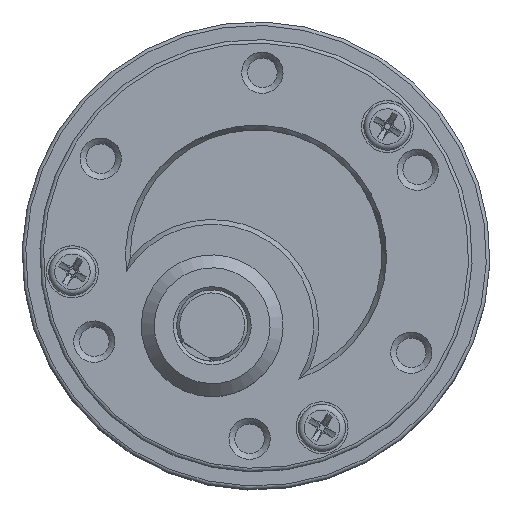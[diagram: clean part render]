
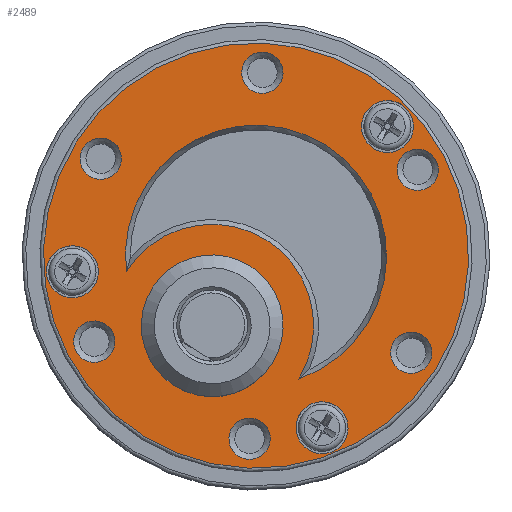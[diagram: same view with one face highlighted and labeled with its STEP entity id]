
A CAD part, top view. The second image highlights one B-rep face of the part: STEP entity #2489.
In plain terms, the highlighted planar face has unit normal (0, 0, 1).
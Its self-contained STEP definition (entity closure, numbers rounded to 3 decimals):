
#868=FACE_BOUND('',#4878,.T.);
#869=FACE_BOUND('',#4879,.T.);
#870=FACE_BOUND('',#4880,.T.);
#871=FACE_BOUND('',#4881,.T.);
#872=FACE_BOUND('',#4882,.T.);
#873=FACE_BOUND('',#4883,.T.);
#874=FACE_BOUND('',#4884,.T.);
#875=FACE_BOUND('',#4885,.T.);
#876=FACE_BOUND('',#4886,.T.);
#877=FACE_BOUND('',#4887,.T.);
#878=FACE_BOUND('',#4888,.T.);
#879=FACE_BOUND('',#4889,.T.);
#1641=CIRCLE('',#14903,1.75);
#1642=CIRCLE('',#14904,1.75);
#1643=CIRCLE('',#14905,1.75);
#1644=CIRCLE('',#14906,6.);
#1645=CIRCLE('',#14907,1.75);
#1646=CIRCLE('',#14908,1.75);
#1647=CIRCLE('',#14909,1.75);
#1648=CIRCLE('',#14910,18.);
#1649=CIRCLE('',#14911,2.2);
#1650=CIRCLE('',#14912,2.2);
#1651=CIRCLE('',#14913,2.2);
#1652=CIRCLE('',#14914,8.596);
#1653=CIRCLE('',#14915,11.054);
#2489=ADVANCED_FACE('',(#868,#869,#870,#871,#872,#873,#874,#875,#876,#877,
#878,#879),#3102,.T.);
#3102=PLANE('',#14916);
#4878=EDGE_LOOP('',(#8406));
#4879=EDGE_LOOP('',(#8407));
#4880=EDGE_LOOP('',(#8408));
#4881=EDGE_LOOP('',(#8409));
#4882=EDGE_LOOP('',(#8410));
#4883=EDGE_LOOP('',(#8411));
#4884=EDGE_LOOP('',(#8412));
#4885=EDGE_LOOP('',(#8413));
#4886=EDGE_LOOP('',(#8414));
#4887=EDGE_LOOP('',(#8415));
#4888=EDGE_LOOP('',(#8416));
#4889=EDGE_LOOP('',(#8417,#8418));
#8406=ORIENTED_EDGE('',*,*,#11421,.T.);
#8407=ORIENTED_EDGE('',*,*,#11422,.T.);
#8408=ORIENTED_EDGE('',*,*,#11423,.T.);
#8409=ORIENTED_EDGE('',*,*,#11424,.F.);
#8410=ORIENTED_EDGE('',*,*,#11425,.T.);
#8411=ORIENTED_EDGE('',*,*,#11426,.T.);
#8412=ORIENTED_EDGE('',*,*,#11427,.T.);
#8413=ORIENTED_EDGE('',*,*,#11428,.T.);
#8414=ORIENTED_EDGE('',*,*,#11429,.T.);
#8415=ORIENTED_EDGE('',*,*,#11430,.T.);
#8416=ORIENTED_EDGE('',*,*,#11431,.T.);
#8417=ORIENTED_EDGE('',*,*,#11432,.T.);
#8418=ORIENTED_EDGE('',*,*,#11433,.T.);
#9655=VERTEX_POINT('',#23205);
#9656=VERTEX_POINT('',#23207);
#9657=VERTEX_POINT('',#23209);
#9658=VERTEX_POINT('',#23211);
#9659=VERTEX_POINT('',#23213);
#9660=VERTEX_POINT('',#23215);
#9661=VERTEX_POINT('',#23217);
#9662=VERTEX_POINT('',#23219);
#9663=VERTEX_POINT('',#23221);
#9664=VERTEX_POINT('',#23223);
#9665=VERTEX_POINT('',#23225);
#9666=VERTEX_POINT('',#23227);
#9667=VERTEX_POINT('',#23228);
#11421=EDGE_CURVE('',#9655,#9655,#1641,.T.);
#11422=EDGE_CURVE('',#9656,#9656,#1642,.T.);
#11423=EDGE_CURVE('',#9657,#9657,#1643,.T.);
#11424=EDGE_CURVE('',#9658,#9658,#1644,.T.);
#11425=EDGE_CURVE('',#9659,#9659,#1645,.T.);
#11426=EDGE_CURVE('',#9660,#9660,#1646,.T.);
#11427=EDGE_CURVE('',#9661,#9661,#1647,.T.);
#11428=EDGE_CURVE('',#9662,#9662,#1648,.T.);
#11429=EDGE_CURVE('',#9663,#9663,#1649,.T.);
#11430=EDGE_CURVE('',#9664,#9664,#1650,.T.);
#11431=EDGE_CURVE('',#9665,#9665,#1651,.T.);
#11432=EDGE_CURVE('',#9666,#9667,#1652,.T.);
#11433=EDGE_CURVE('',#9667,#9666,#1653,.T.);
#14903=AXIS2_PLACEMENT_3D('',#23204,#18954,#18955);
#14904=AXIS2_PLACEMENT_3D('',#23206,#18956,#18957);
#14905=AXIS2_PLACEMENT_3D('',#23208,#18958,#18959);
#14906=AXIS2_PLACEMENT_3D('',#23210,#18960,#18961);
#14907=AXIS2_PLACEMENT_3D('',#23212,#18962,#18963);
#14908=AXIS2_PLACEMENT_3D('',#23214,#18964,#18965);
#14909=AXIS2_PLACEMENT_3D('',#23216,#18966,#18967);
#14910=AXIS2_PLACEMENT_3D('',#23218,#18968,#18969);
#14911=AXIS2_PLACEMENT_3D('',#23220,#18970,#18971);
#14912=AXIS2_PLACEMENT_3D('',#23222,#18972,#18973);
#14913=AXIS2_PLACEMENT_3D('',#23224,#18974,#18975);
#14914=AXIS2_PLACEMENT_3D('',#23226,#18976,#18977);
#14915=AXIS2_PLACEMENT_3D('',#23229,#18978,#18979);
#14916=AXIS2_PLACEMENT_3D('',#23230,#18980,#18981);
#18954=DIRECTION('',(0.,0.,-1.));
#18955=DIRECTION('',(-0.53,-0.848,0.));
#18956=DIRECTION('',(0.,0.,-1.));
#18957=DIRECTION('',(-0.53,-0.848,0.));
#18958=DIRECTION('',(0.,0.,-1.));
#18959=DIRECTION('',(-0.53,-0.848,0.));
#18960=DIRECTION('',(0.,0.,1.));
#18961=DIRECTION('',(-0.53,-0.848,0.));
#18962=DIRECTION('',(0.,0.,-1.));
#18963=DIRECTION('',(-0.53,-0.848,0.));
#18964=DIRECTION('',(0.,0.,-1.));
#18965=DIRECTION('',(-0.53,-0.848,0.));
#18966=DIRECTION('',(0.,0.,-1.));
#18967=DIRECTION('',(-0.53,-0.848,0.));
#18968=DIRECTION('',(0.,0.,1.));
#18969=DIRECTION('',(-0.53,-0.848,0.));
#18970=DIRECTION('',(0.,0.,-1.));
#18971=DIRECTION('',(0.53,0.848,0.));
#18972=DIRECTION('',(0.,0.,-1.));
#18973=DIRECTION('',(0.53,0.848,0.));
#18974=DIRECTION('',(0.,0.,-1.));
#18975=DIRECTION('',(0.53,0.848,0.));
#18976=DIRECTION('',(0.,0.,1.));
#18977=DIRECTION('',(-0.53,-0.848,0.));
#18978=DIRECTION('',(0.,0.,-1.));
#18979=DIRECTION('',(-0.53,-0.848,0.));
#18980=DIRECTION('',(0.,0.,1.));
#18981=DIRECTION('',(-0.53,-0.848,0.));
#23204=CARTESIAN_POINT('',(13.686,7.277,60.4));
#23205=CARTESIAN_POINT('',(12.758,5.793,60.4));
#23206=CARTESIAN_POINT('',(-0.541,-15.491,60.4));
#23207=CARTESIAN_POINT('',(-1.468,-16.975,60.4));
#23208=CARTESIAN_POINT('',(-13.145,8.214,60.4));
#23209=CARTESIAN_POINT('',(-14.072,6.73,60.4));
#23210=CARTESIAN_POINT('',(-3.709,-5.936,60.4));
#23211=CARTESIAN_POINT('',(-6.889,-11.025,60.4));
#23212=CARTESIAN_POINT('',(13.145,-8.214,60.4));
#23213=CARTESIAN_POINT('',(12.217,-9.698,60.4));
#23214=CARTESIAN_POINT('',(0.541,15.491,60.4));
#23215=CARTESIAN_POINT('',(-0.386,14.006,60.4));
#23216=CARTESIAN_POINT('',(-13.686,-7.277,60.4));
#23217=CARTESIAN_POINT('',(-14.613,-8.761,60.4));
#23218=CARTESIAN_POINT('',(0.,0.,60.4));
#23219=CARTESIAN_POINT('',(-9.539,-15.265,60.4));
#23220=CARTESIAN_POINT('',(11.127,10.934,60.4));
#23221=CARTESIAN_POINT('',(12.293,12.8,60.4));
#23222=CARTESIAN_POINT('',(-15.541,-1.36,60.4));
#23223=CARTESIAN_POINT('',(-14.375,0.506,60.4));
#23224=CARTESIAN_POINT('',(5.591,-14.564,60.4));
#23225=CARTESIAN_POINT('',(6.756,-12.698,60.4));
#23226=CARTESIAN_POINT('',(-3.709,-5.936,60.4));
#23227=CARTESIAN_POINT('',(3.606,-10.449,60.4));
#23228=CARTESIAN_POINT('',(-10.973,-1.339,60.4));
#23229=CARTESIAN_POINT('',(0.,0.,60.4));
#23230=CARTESIAN_POINT('',(0.,0.,60.4));
